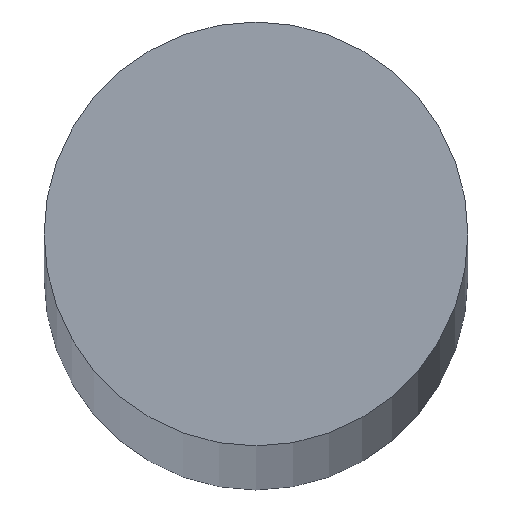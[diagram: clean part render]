
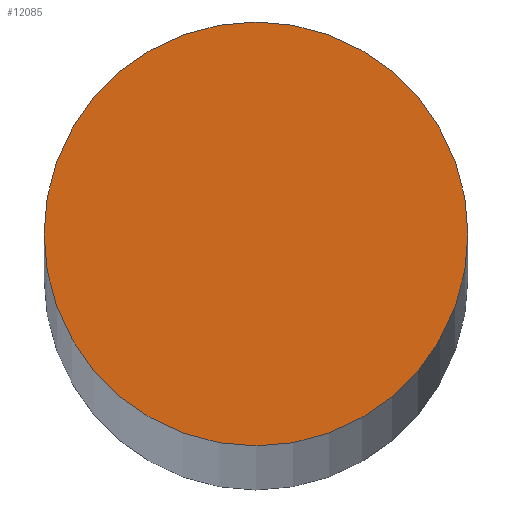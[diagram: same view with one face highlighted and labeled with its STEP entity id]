
A CAD part, top view. The second image highlights one B-rep face of the part: STEP entity #12085.
In plain terms, the highlighted planar face has unit normal (0, 0, 1).
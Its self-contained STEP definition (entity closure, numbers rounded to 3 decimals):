
#161 = DIRECTION ( 'NONE',  ( 0., 0., 1. ) ) ;
#341 = AXIS2_PLACEMENT_3D ( 'NONE', #3876, #161, #10880 ) ;
#2118 = FACE_OUTER_BOUND ( 'NONE', #4591, .T. ) ;
#2247 = PLANE ( 'NONE',  #3349 ) ;
#2300 = ORIENTED_EDGE ( 'NONE', *, *, #12245, .T. ) ;
#2458 = CARTESIAN_POINT ( 'NONE',  ( 0., 0., 1250. ) ) ;
#3280 = CARTESIAN_POINT ( 'NONE',  ( 21., 0., 1250. ) ) ;
#3349 = AXIS2_PLACEMENT_3D ( 'NONE', #2458, #8311, #14284 ) ;
#3876 = CARTESIAN_POINT ( 'NONE',  ( 0., 0., 1250. ) ) ;
#4443 = DIRECTION ( 'NONE',  ( 0., 0., 1. ) ) ;
#4591 = EDGE_LOOP ( 'NONE', ( #12253, #2300 ) ) ;
#5997 = CARTESIAN_POINT ( 'NONE',  ( -21., 0., 1250. ) ) ;
#8311 = DIRECTION ( 'NONE',  ( 0., 0., 1. ) ) ;
#8806 = EDGE_CURVE ( 'NONE', #14537, #8820, #12218, .T. ) ;
#8820 = VERTEX_POINT ( 'NONE', #3280 ) ;
#10509 = CARTESIAN_POINT ( 'NONE',  ( 0., 0., 1250. ) ) ;
#10880 = DIRECTION ( 'NONE',  ( 1., 0., 0. ) ) ;
#12085 = ADVANCED_FACE ( 'NONE', ( #2118 ), #2247, .T. ) ;
#12218 = CIRCLE ( 'NONE', #13112, 21. ) ;
#12245 = EDGE_CURVE ( 'NONE', #8820, #14537, #12928, .T. ) ;
#12253 = ORIENTED_EDGE ( 'NONE', *, *, #8806, .T. ) ;
#12928 = CIRCLE ( 'NONE', #341, 21. ) ;
#13112 = AXIS2_PLACEMENT_3D ( 'NONE', #10509, #4443, #15133 ) ;
#14284 = DIRECTION ( 'NONE',  ( 1., 0., 0. ) ) ;
#14537 = VERTEX_POINT ( 'NONE', #5997 ) ;
#15133 = DIRECTION ( 'NONE',  ( 1., 0., 0. ) ) ;
